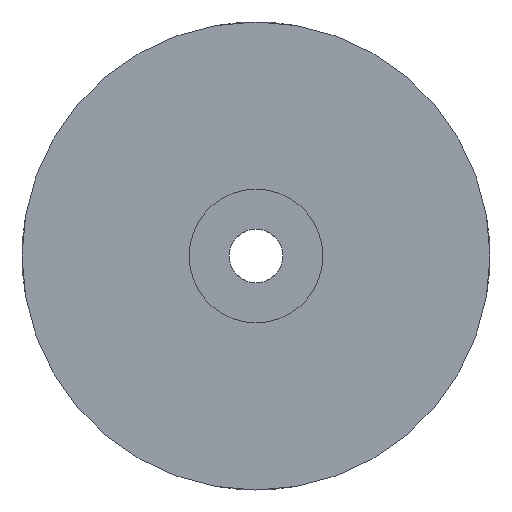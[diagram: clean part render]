
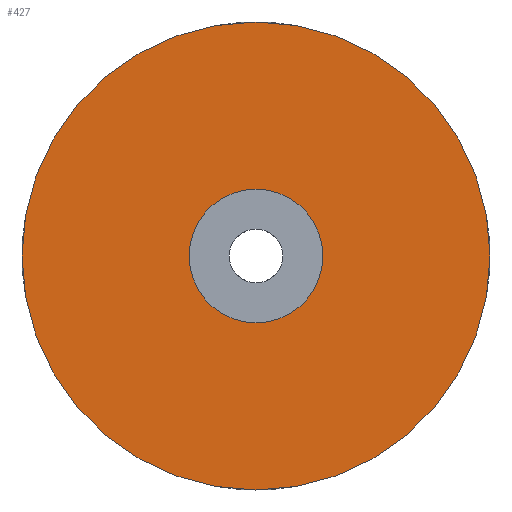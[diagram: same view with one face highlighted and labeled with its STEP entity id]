
A CAD part, front view. The second image highlights one B-rep face of the part: STEP entity #427.
In plain terms, the highlighted planar face has unit normal (0, -1, 0).
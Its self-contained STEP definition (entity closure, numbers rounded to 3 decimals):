
#60 = CARTESIAN_POINT ( 'NONE',  ( 0., 0., 0. ) ) ;
#105 = EDGE_LOOP ( 'NONE', ( #506, #286 ) ) ;
#144 = VERTEX_POINT ( 'NONE', #178 ) ;
#151 = PLANE ( 'NONE',  #301 ) ;
#153 = FACE_BOUND ( 'NONE', #105, .T. ) ;
#178 = CARTESIAN_POINT ( 'NONE',  ( 0., 0., -4. ) ) ;
#202 = DIRECTION ( 'NONE',  ( 0., 1., 0. ) ) ;
#207 = AXIS2_PLACEMENT_3D ( 'NONE', #338, #202, #676 ) ;
#229 = AXIS2_PLACEMENT_3D ( 'NONE', #60, #688, #815 ) ;
#237 = AXIS2_PLACEMENT_3D ( 'NONE', #385, #252, #593 ) ;
#251 = CIRCLE ( 'NONE', #732, 4. ) ;
#252 = DIRECTION ( 'NONE',  ( 0., -1., 0. ) ) ;
#265 = ORIENTED_EDGE ( 'NONE', *, *, #756, .F. ) ;
#274 = CIRCLE ( 'NONE', #229, 14. ) ;
#277 = EDGE_LOOP ( 'NONE', ( #265, #791 ) ) ;
#282 = CARTESIAN_POINT ( 'NONE',  ( 0., 0., 4. ) ) ;
#286 = ORIENTED_EDGE ( 'NONE', *, *, #520, .F. ) ;
#301 = AXIS2_PLACEMENT_3D ( 'NONE', #697, #634, #772 ) ;
#338 = CARTESIAN_POINT ( 'NONE',  ( 0., 0., 0. ) ) ;
#342 = CARTESIAN_POINT ( 'NONE',  ( 0., 0., 14. ) ) ;
#373 = DIRECTION ( 'NONE',  ( 0., -1., 0. ) ) ;
#385 = CARTESIAN_POINT ( 'NONE',  ( 0., 0., 0. ) ) ;
#403 = VERTEX_POINT ( 'NONE', #282 ) ;
#427 = ADVANCED_FACE ( 'NONE', ( #153, #855 ), #151, .F. ) ;
#506 = ORIENTED_EDGE ( 'NONE', *, *, #691, .F. ) ;
#515 = CIRCLE ( 'NONE', #207, 14. ) ;
#520 = EDGE_CURVE ( 'NONE', #403, #144, #251, .T. ) ;
#593 = DIRECTION ( 'NONE',  ( 0., 0., -1. ) ) ;
#616 = VERTEX_POINT ( 'NONE', #722 ) ;
#634 = DIRECTION ( 'NONE',  ( 0., 1., 0. ) ) ;
#676 = DIRECTION ( 'NONE',  ( 0., 0., 1. ) ) ;
#688 = DIRECTION ( 'NONE',  ( 0., 1., 0. ) ) ;
#691 = EDGE_CURVE ( 'NONE', #144, #403, #749, .T. ) ;
#697 = CARTESIAN_POINT ( 'NONE',  ( 0., 0., 0. ) ) ;
#722 = CARTESIAN_POINT ( 'NONE',  ( 0., 0., -14. ) ) ;
#732 = AXIS2_PLACEMENT_3D ( 'NONE', #862, #373, #796 ) ;
#749 = CIRCLE ( 'NONE', #237, 4. ) ;
#756 = EDGE_CURVE ( 'NONE', #616, #810, #274, .T. ) ;
#765 = EDGE_CURVE ( 'NONE', #810, #616, #515, .T. ) ;
#772 = DIRECTION ( 'NONE',  ( 0., 0., 1. ) ) ;
#791 = ORIENTED_EDGE ( 'NONE', *, *, #765, .F. ) ;
#796 = DIRECTION ( 'NONE',  ( 0., 0., -1. ) ) ;
#810 = VERTEX_POINT ( 'NONE', #342 ) ;
#815 = DIRECTION ( 'NONE',  ( 0., 0., 1. ) ) ;
#855 = FACE_OUTER_BOUND ( 'NONE', #277, .T. ) ;
#862 = CARTESIAN_POINT ( 'NONE',  ( 0., 0., 0. ) ) ;
